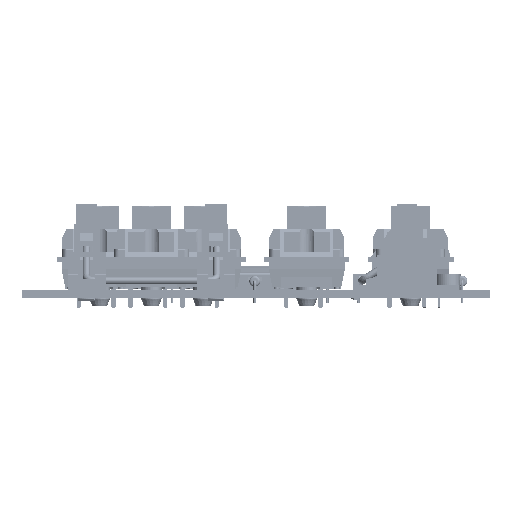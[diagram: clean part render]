
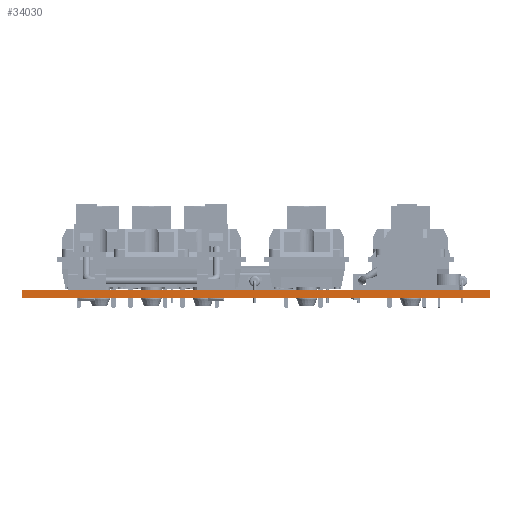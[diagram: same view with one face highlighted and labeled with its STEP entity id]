
A CAD part, front view. The second image highlights one B-rep face of the part: STEP entity #34030.
In plain terms, the highlighted planar face has unit normal (0, -1, 0).
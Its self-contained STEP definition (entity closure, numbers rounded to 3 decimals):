
#3407=FACE_OUTER_BOUND('',#5307,.T.);
#5307=EDGE_LOOP('',(#22899,#22900,#22901,#22902));
#7586=LINE('',#48355,#11108);
#7587=LINE('',#48357,#11109);
#7588=LINE('',#48359,#11110);
#7589=LINE('',#48360,#11111);
#11108=VECTOR('',#39090,1.);
#11109=VECTOR('',#39091,1.);
#11110=VECTOR('',#39092,1.);
#11111=VECTOR('',#39093,1.);
#14630=VERTEX_POINT('',#48353);
#14631=VERTEX_POINT('',#48354);
#14632=VERTEX_POINT('',#48356);
#14633=VERTEX_POINT('',#48358);
#17912=EDGE_CURVE('',#14630,#14631,#7586,.T.);
#17913=EDGE_CURVE('',#14631,#14632,#7587,.T.);
#17914=EDGE_CURVE('',#14633,#14632,#7588,.T.);
#17915=EDGE_CURVE('',#14630,#14633,#7589,.T.);
#22899=ORIENTED_EDGE('',*,*,#17912,.T.);
#22900=ORIENTED_EDGE('',*,*,#17913,.T.);
#22901=ORIENTED_EDGE('',*,*,#17914,.F.);
#22902=ORIENTED_EDGE('',*,*,#17915,.F.);
#32873=PLANE('',#36214);
#34030=ADVANCED_FACE('',(#3407),#32873,.T.);
#36214=AXIS2_PLACEMENT_3D('',#48352,#39088,#39089);
#39088=DIRECTION('center_axis',(0.,-1.,0.));
#39089=DIRECTION('ref_axis',(-1.,0.,0.));
#39090=DIRECTION('',(0.,0.,1.));
#39091=DIRECTION('',(-1.,0.,0.));
#39092=DIRECTION('',(0.,0.,1.));
#39093=DIRECTION('',(-1.,0.,0.));
#48352=CARTESIAN_POINT('Origin',(152.117,-155.888,0.));
#48353=CARTESIAN_POINT('',(152.117,-155.888,0.));
#48354=CARTESIAN_POINT('',(152.117,-155.888,1.51));
#48355=CARTESIAN_POINT('',(152.117,-155.888,0.));
#48356=CARTESIAN_POINT('',(66.043,-155.888,1.51));
#48357=CARTESIAN_POINT('',(152.117,-155.888,1.51));
#48358=CARTESIAN_POINT('',(66.043,-155.888,0.));
#48359=CARTESIAN_POINT('',(66.043,-155.888,0.));
#48360=CARTESIAN_POINT('',(152.117,-155.888,0.));
